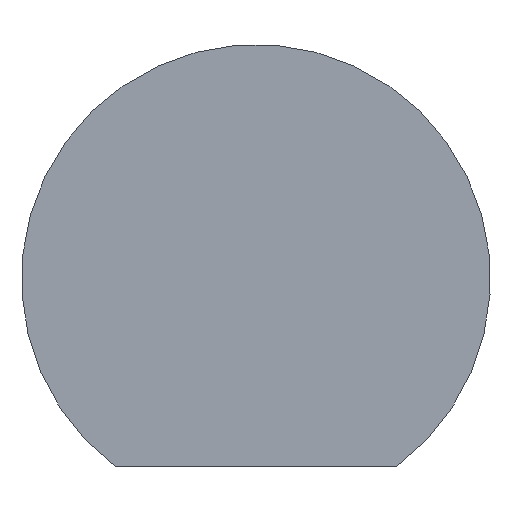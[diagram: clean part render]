
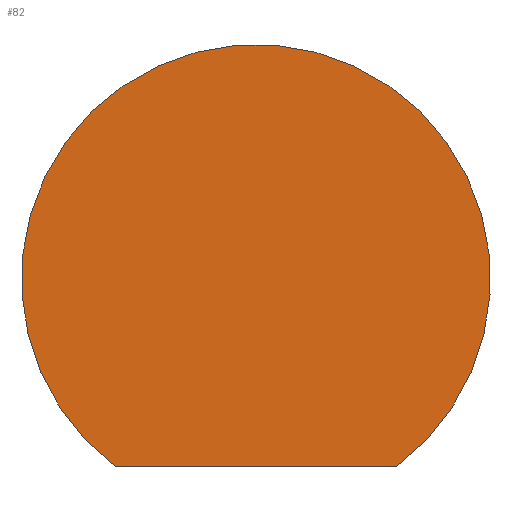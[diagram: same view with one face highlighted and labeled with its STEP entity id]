
A CAD part, front view. The second image highlights one B-rep face of the part: STEP entity #82.
In plain terms, the highlighted planar face has unit normal (0, -1, 0).
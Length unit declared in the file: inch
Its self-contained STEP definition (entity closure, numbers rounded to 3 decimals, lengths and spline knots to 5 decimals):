
#8 = CARTESIAN_POINT ( 'NONE',  ( 0.075, 0., -0.1 ) ) ;
#9 = DIRECTION ( 'NONE',  ( -1., 0., 0. ) ) ;
#23 = AXIS2_PLACEMENT_3D ( 'NONE', #25, #40, #115 ) ;
#25 = CARTESIAN_POINT ( 'NONE',  ( 0., 0., 0. ) ) ;
#36 = EDGE_CURVE ( 'NONE', #69, #151, #132, .T. ) ;
#38 = EDGE_CURVE ( 'NONE', #151, #69, #163, .T. ) ;
#40 = DIRECTION ( 'NONE',  ( 0., 1., 0. ) ) ;
#42 = AXIS2_PLACEMENT_3D ( 'NONE', #146, #56, #129 ) ;
#56 = DIRECTION ( 'NONE',  ( 0., 1., 0. ) ) ;
#69 = VERTEX_POINT ( 'NONE', #8 ) ;
#82 = ADVANCED_FACE ( 'NONE', ( #124 ), #125, .F. ) ;
#85 = CARTESIAN_POINT ( 'NONE',  ( -0.075, 0., -0.1 ) ) ;
#115 = DIRECTION ( 'NONE',  ( 0., 0., 1. ) ) ;
#124 = FACE_OUTER_BOUND ( 'NONE', #136, .T. ) ;
#125 = PLANE ( 'NONE',  #23 ) ;
#129 = DIRECTION ( 'NONE',  ( 0., 0., 1. ) ) ;
#132 = LINE ( 'NONE', #144, #161 ) ;
#136 = EDGE_LOOP ( 'NONE', ( #139, #138 ) ) ;
#138 = ORIENTED_EDGE ( 'NONE', *, *, #36, .F. ) ;
#139 = ORIENTED_EDGE ( 'NONE', *, *, #38, .F. ) ;
#144 = CARTESIAN_POINT ( 'NONE',  ( -0.075, 0., -0.1 ) ) ;
#146 = CARTESIAN_POINT ( 'NONE',  ( 0., 0., 0. ) ) ;
#151 = VERTEX_POINT ( 'NONE', #85 ) ;
#161 = VECTOR ( 'NONE', #9, 39.37008 ) ;
#163 = CIRCLE ( 'NONE', #42, 0.125 ) ;
